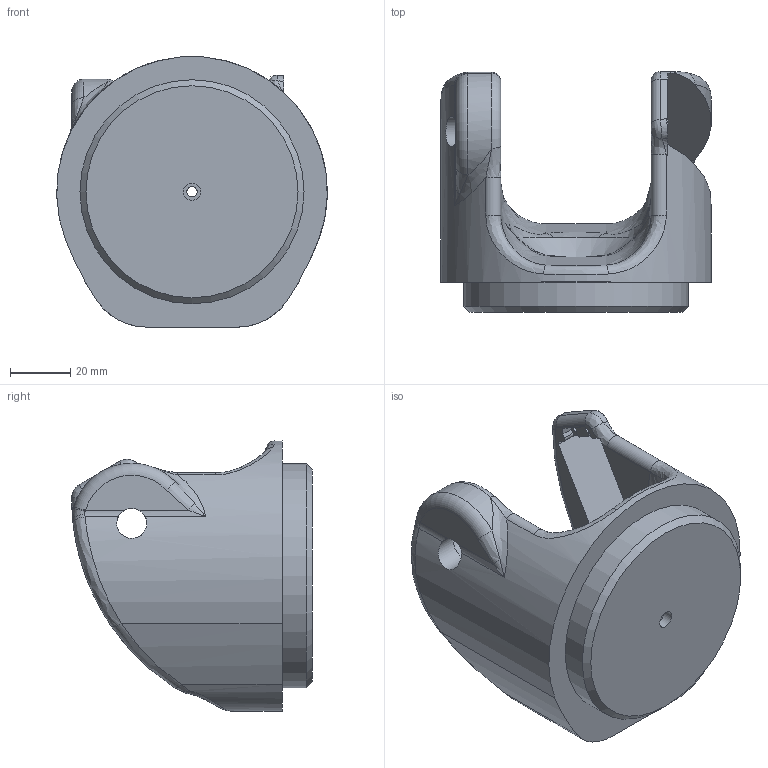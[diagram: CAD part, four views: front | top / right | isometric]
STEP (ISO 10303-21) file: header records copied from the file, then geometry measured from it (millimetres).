
FILE_DESCRIPTION(/* description */ (''),/* implementation_level */ '2;1');
FILE_NAME(/* name */ 'Robot - J1.stp',/* time_stamp */ '2020-05-04T15:54:37-04:00',/* author */ ('seb66'),/* organization */ (''),/* preprocessor_version */ 'ST-DEVELOPER v18.1',/* originating_system */ 'Autodesk Inventor 2021',/* authorisation */ '');
FILE_SCHEMA (('AUTOMOTIVE_DESIGN { 1 0 10303 214 3 1 1 }'));
Length unit declared in the file: millimetre
Products named in the file (1): Robot - J1
Bounding box: 89.97 x 80.03 x 89.86 mm (x, y, z)
Volume: 207796 mm3; surface area: 35070 mm2
Topology: 1 solids, 1 shells, 135 faces, 370 edges, 234 vertices
Faces by surface type: plane 44, bspline 42, cylinder 42, torus 5, cone 2
Full cylindrical faces by diameter (mm): 2.5 x4, 3.4 x1, 5.7 x1, 10 x1, 30.5 x1, 74.5 x1
Entity records: 5684 total; most frequent: CARTESIAN_POINT 2385, ORIENTED_EDGE 734, DIRECTION 609, EDGE_CURVE 367, VERTEX_POINT 234, AXIS2_PLACEMENT_3D 231, EDGE_LOOP 149, LINE 147
